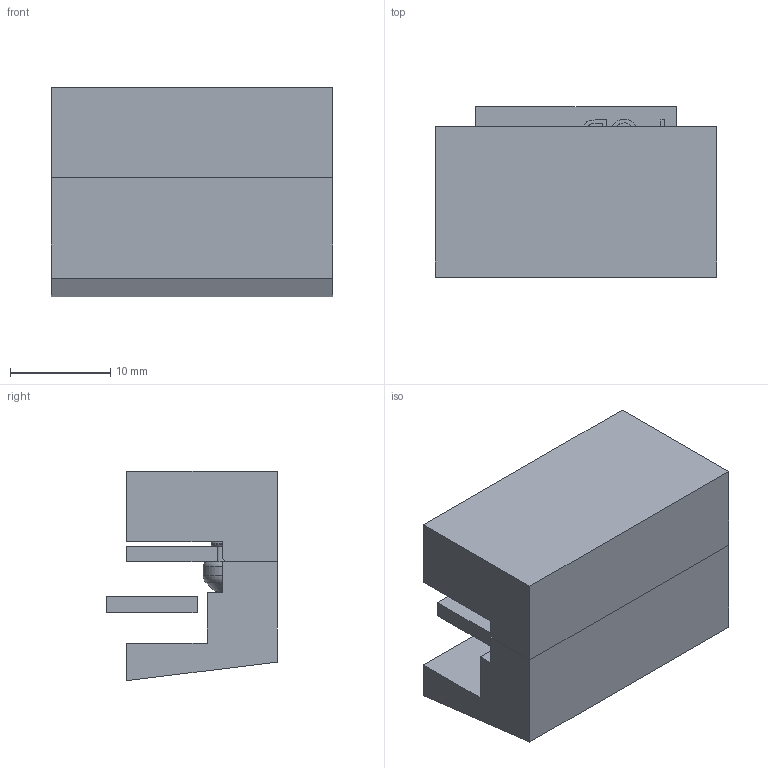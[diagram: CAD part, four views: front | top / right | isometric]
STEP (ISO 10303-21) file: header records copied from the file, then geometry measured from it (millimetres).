
FILE_DESCRIPTION(/* description */ (''),/* implementation_level */ '2;1');
FILE_NAME(/* name */ '3579b2b7-80e6-4117-99f5-368da1f21554.stp',/* time_stamp */ '2021-08-28T18:24:00+00:00',/* author */ (''),/* organization */ (''),/* preprocessor_version */ 'ST-DEVELOPER v18.1',/* originating_system */ 'Autodesk Translation Framework v10.10.0.1391',/* authorisation */ '');
FILE_SCHEMA (('AUTOMOTIVE_DESIGN { 1 0 10303 214 3 1 1 }'));
Length unit declared in the file: millimetre
Products named in the file (6): TADPOLE_DRAWING; PLATE; TADPOLE; BOTTOM; PCB; TOP
Assembly tree (5 placements, depth 2):
  TADPOLE_DRAWING
    PLATE
    TADPOLE
    BOTTOM
    PCB
    TOP
Bounding box: 28 x 17 x 20.84 mm (x, y, z)
Volume: 6374.7 mm3; surface area: 4402.6 mm2
Topology: 5 solids, 5 shells, 381 faces, 1017 edges, 675 vertices
Faces by surface type: plane 184, bspline 167, cylinder 17, torus 7, cone 6
Full cylindrical faces by diameter (mm): 3 x5, 3.2 x2, 4.8 x1
Entity records: 13119 total; most frequent: CARTESIAN_POINT 4508, ORIENTED_EDGE 2032, DIRECTION 1200, EDGE_CURVE 1016, VERTEX_POINT 675, LINE 622, VECTOR 622, EDGE_LOOP 413
